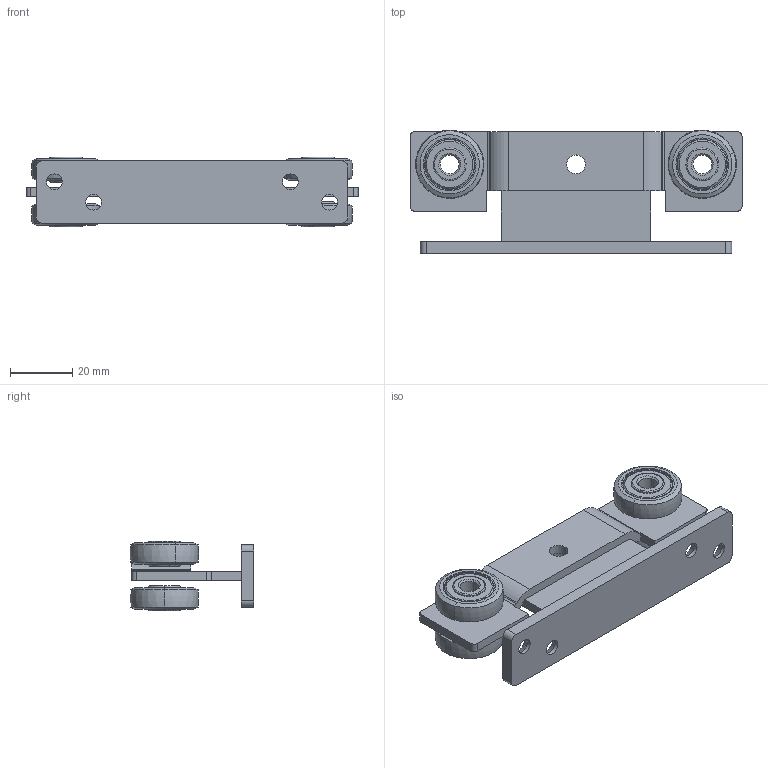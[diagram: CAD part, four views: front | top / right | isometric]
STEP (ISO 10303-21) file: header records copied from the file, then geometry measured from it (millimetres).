
FILE_DESCRIPTION (( 'STEP AP203' ), '1' );
FILE_NAME ('1.21.R59.STEP', '2018-02-23T07:12:44', ( '' ), ( '' ), 'SwSTEP 2.0', 'SolidWorks 2017', '' );
FILE_SCHEMA (( 'CONFIG_CONTROL_DESIGN' ));
Length unit declared in the file: millimetre
Products named in the file (2): 1.21.R59
Bounding box: 106.5 x 39.67 x 22.4 mm (x, y, z)
Volume: 25597.8 mm3; surface area: 24222.8 mm2
Topology: 47 solids, 47 shells, 418 faces, 984 edges, 576 vertices
Faces by surface type: cylinder 137, plane 105, bspline 96, cone 72, torus 8
Entity records: 13167 total; most frequent: CARTESIAN_POINT 3976, DIRECTION 2008, ORIENTED_EDGE 1736, EDGE_CURVE 868, AXIS2_PLACEMENT_3D 848, VERTEX_POINT 576, CIRCLE 524, EDGE_LOOP 498
